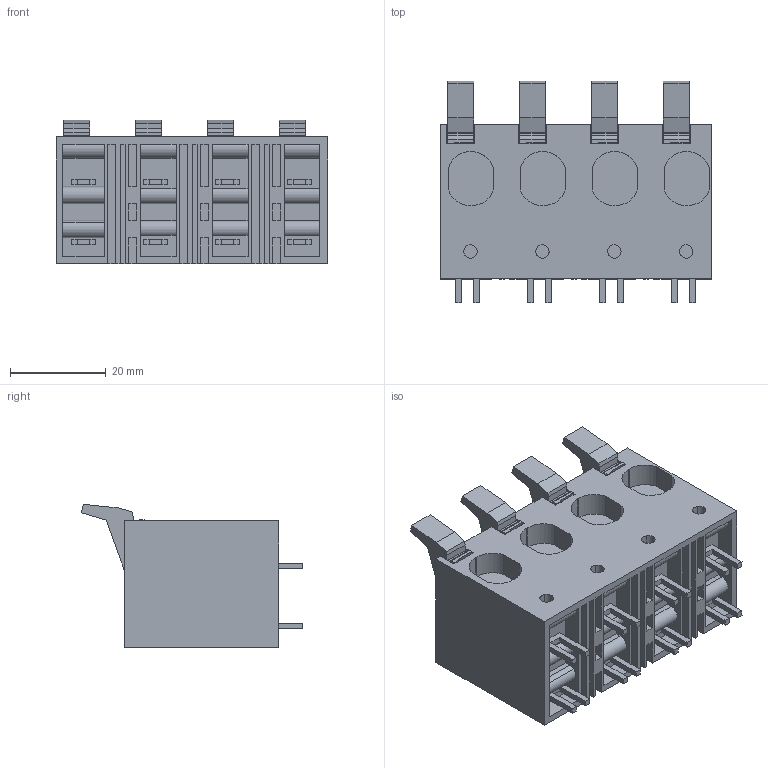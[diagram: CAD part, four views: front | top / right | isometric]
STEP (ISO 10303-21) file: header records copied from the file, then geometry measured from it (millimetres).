
FILE_DESCRIPTION(('CATIA V5R24 STEP','CAx-IF Rec.Pracs.--- Model Styling and Organization---1.2---2011-12-15'),'2;1');
FILE_NAME ('D1462831_0', '2017-06-27T06:26:47+00:00', ('Weidmueller Interface'), ('Weidmueller'), 'CATIA Version 5-6 Release 2014 SP4 HF52', 'CATIA V5 STEP AP214', 'none');
FILE_SCHEMA(('AUTOMOTIVE_DESIGN { 1 0 10303 214 1 1 1 1 }'));
Length unit declared in the file: millimetre
Products named in the file (1): 2491910000
Bounding box: 56.58 x 46.24 x 29.9 mm (x, y, z)
Volume: 38875.3 mm3; surface area: 18437.5 mm2
Topology: 13 solids, 13 shells, 417 faces, 1119 edges, 752 vertices
Faces by surface type: plane 367, cylinder 50
Entity records: 12655 total; most frequent: ORIENTED_EDGE 2238, CARTESIAN_POINT 2232, DIRECTION 1737, EDGE_CURVE 1119, VECTOR 1019, LINE 1019, VERTEX_POINT 752, EDGE_LOOP 441
